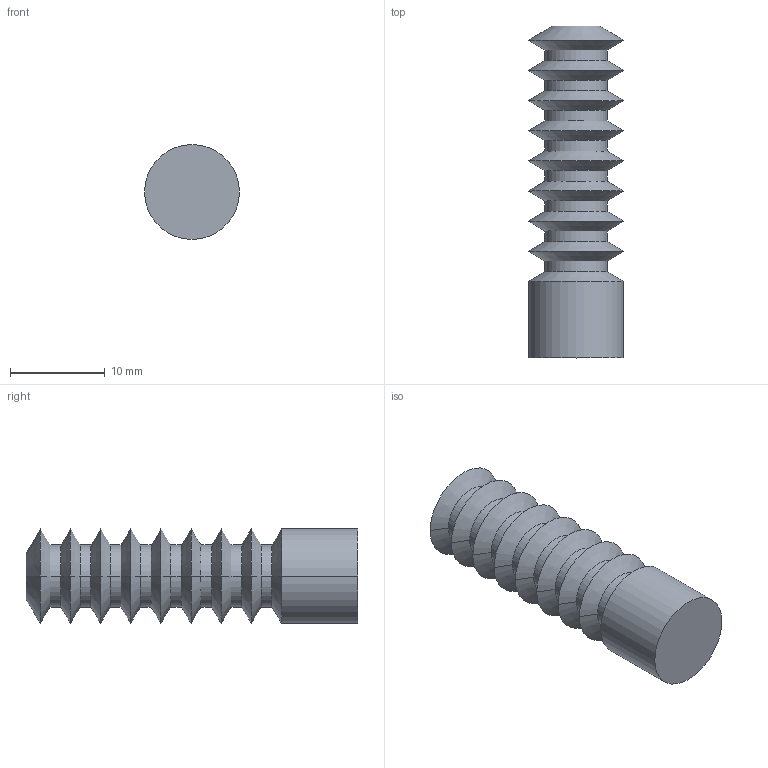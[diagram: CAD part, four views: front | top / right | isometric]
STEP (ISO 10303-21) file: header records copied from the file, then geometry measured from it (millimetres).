
FILE_DESCRIPTION(('STEP AP214'),'1');
FILE_NAME('sam-bellow_enclose.stp','2020-06-08T08:21:19',(' '),(' '),'Spatial InterOp 3D',' ',' ');
FILE_SCHEMA(('AUTOMOTIVE_DESIGN { 1 0 10303 214 1 1 1 1 }'));
Length unit declared in the file: metre
Products named in the file (1): Solid1
Bounding box: 10 x 35 x 10 mm (x, y, z)
Volume: 966.3 mm3; surface area: 2324.8 mm2
Topology: 1 solids, 2 shells, 110 faces, 216 edges, 110 vertices
Faces by surface type: cone 70, cylinder 36, plane 4
Entity records: 2757 total; most frequent: DIRECTION 548, CARTESIAN_POINT 437, ORIENTED_EDGE 432, AXIS2_PLACEMENT_3D 221, EDGE_CURVE 216, ADVANCED_FACE 110, FACE_OUTER_BOUND 110, EDGE_LOOP 110
